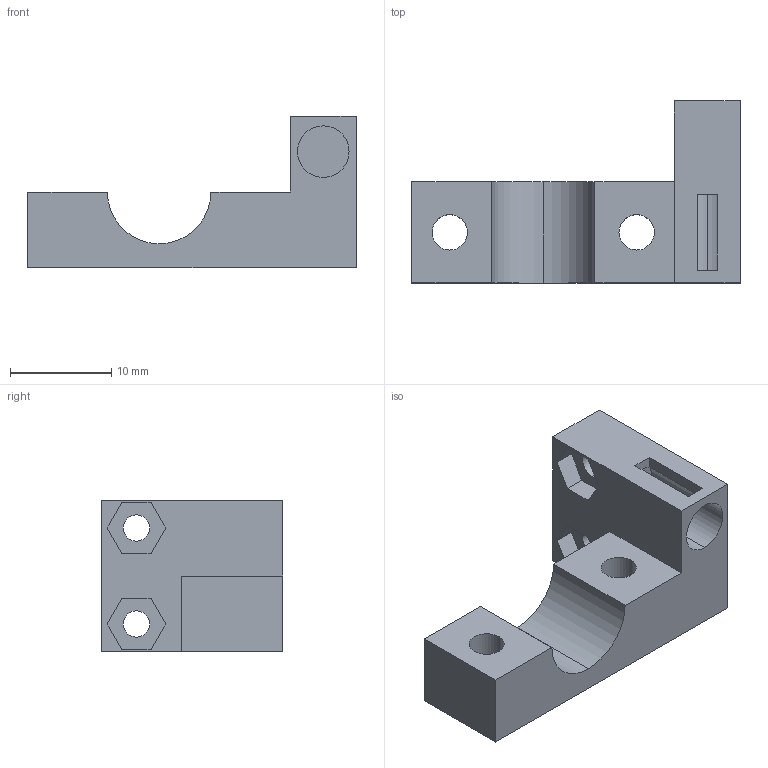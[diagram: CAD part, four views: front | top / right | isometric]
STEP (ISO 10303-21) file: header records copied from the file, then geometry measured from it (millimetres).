
FILE_DESCRIPTION (( 'STEP AP203' ), '1' );
FILE_NAME ('Z Endstop Body.STEP', '2012-10-03T17:44:25', ( '' ), ( '' ), 'SwSTEP 2.0', 'SolidWorks 2012', '' );
FILE_SCHEMA (( 'CONFIG_CONTROL_DESIGN' ));
Length unit declared in the file: millimetre
Products named in the file (1): Z Endstop Body
Bounding box: 32.5 x 18 x 15 mm (x, y, z)
Volume: 2703.7 mm3; surface area: 2294.4 mm2
Topology: 1 solids, 1 shells, 47 faces, 123 edges, 82 vertices
Faces by surface type: plane 31, cylinder 16
Entity records: 1550 total; most frequent: DIRECTION 255, CARTESIAN_POINT 253, ORIENTED_EDGE 246, EDGE_CURVE 123, LINE 87, VECTOR 87, AXIS2_PLACEMENT_3D 84, VERTEX_POINT 82
